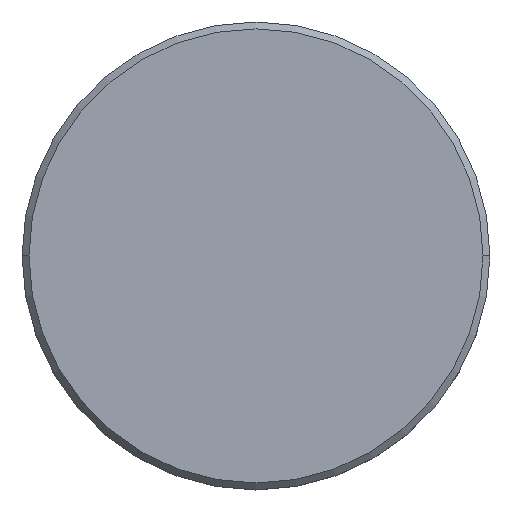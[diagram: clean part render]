
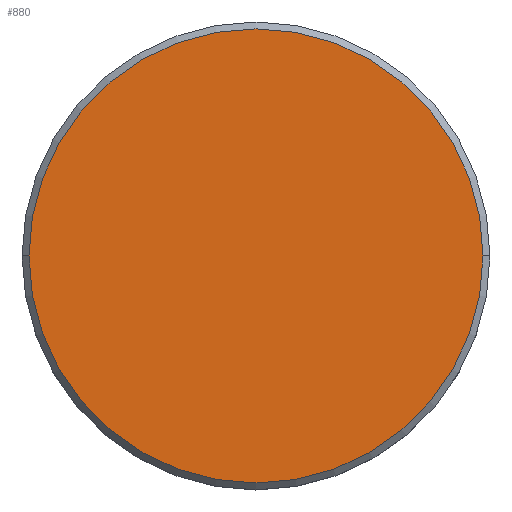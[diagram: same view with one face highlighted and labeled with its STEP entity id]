
A CAD part, top view. The second image highlights one B-rep face of the part: STEP entity #880.
In plain terms, the highlighted planar face has unit normal (0, 0, 1).
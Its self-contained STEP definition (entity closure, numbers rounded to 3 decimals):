
#28 = DIRECTION ( 'NONE',  ( 1., 0., 0. ) ) ;
#29 = ORIENTED_EDGE ( 'NONE', *, *, #94, .T. ) ;
#94 = EDGE_CURVE ( 'NONE', #1023, #498, #1138, .T. ) ;
#151 = CARTESIAN_POINT ( 'NONE',  ( -16.5, 0., 0. ) ) ;
#157 = ORIENTED_EDGE ( 'NONE', *, *, #1113, .T. ) ;
#160 = AXIS2_PLACEMENT_3D ( 'NONE', #895, #423, #801 ) ;
#216 = CARTESIAN_POINT ( 'NONE',  ( 0., 0., 0. ) ) ;
#268 = CARTESIAN_POINT ( 'NONE',  ( 16.5, 0., 0. ) ) ;
#423 = DIRECTION ( 'NONE',  ( 0., 0., 1. ) ) ;
#498 = VERTEX_POINT ( 'NONE', #151 ) ;
#550 = EDGE_LOOP ( 'NONE', ( #157, #29 ) ) ;
#605 = DIRECTION ( 'NONE',  ( 0., 0., 1. ) ) ;
#675 = AXIS2_PLACEMENT_3D ( 'NONE', #693, #605, #698 ) ;
#693 = CARTESIAN_POINT ( 'NONE',  ( 0., 0., 0. ) ) ;
#698 = DIRECTION ( 'NONE',  ( 1., 0., 0. ) ) ;
#754 = AXIS2_PLACEMENT_3D ( 'NONE', #216, #1125, #28 ) ;
#775 = FACE_OUTER_BOUND ( 'NONE', #550, .T. ) ;
#801 = DIRECTION ( 'NONE',  ( 1., 0., 0. ) ) ;
#859 = PLANE ( 'NONE',  #754 ) ;
#880 = ADVANCED_FACE ( 'NONE', ( #775 ), #859, .T. ) ;
#895 = CARTESIAN_POINT ( 'NONE',  ( 0., 0., 0. ) ) ;
#961 = CIRCLE ( 'NONE', #160, 16.5 ) ;
#1023 = VERTEX_POINT ( 'NONE', #268 ) ;
#1113 = EDGE_CURVE ( 'NONE', #498, #1023, #961, .T. ) ;
#1125 = DIRECTION ( 'NONE',  ( 0., 0., 1. ) ) ;
#1138 = CIRCLE ( 'NONE', #675, 16.5 ) ;
